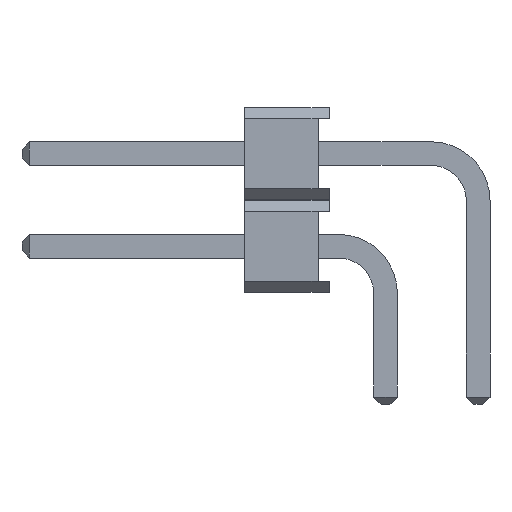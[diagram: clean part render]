
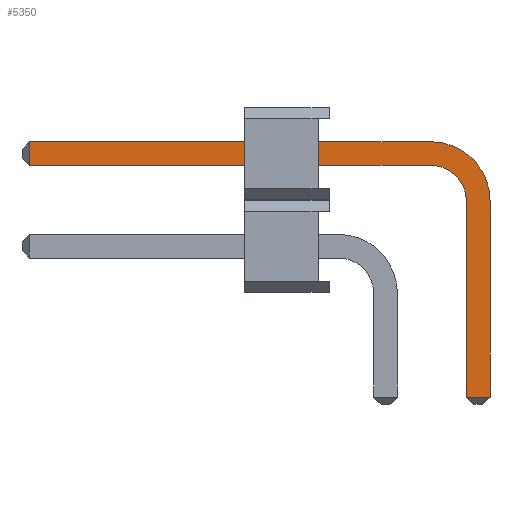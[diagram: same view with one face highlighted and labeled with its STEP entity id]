
A CAD part, left-side view. The second image highlights one B-rep face of the part: STEP entity #5350.
In plain terms, the highlighted planar face has unit normal (-1, 0, 0).
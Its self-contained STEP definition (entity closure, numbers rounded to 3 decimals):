
#113=CIRCLE('',#5731,0.95);
#114=CIRCLE('',#5732,1.59);
#238=FACE_OUTER_BOUND('',#566,.T.);
#566=EDGE_LOOP('',(#3889,#3890,#3891,#3892,#3893,#3894,#3895,#3896));
#1007=LINE('',#7883,#1719);
#1015=LINE('',#7900,#1727);
#1018=LINE('',#7905,#1730);
#1019=LINE('',#7910,#1731);
#1020=LINE('',#7912,#1732);
#1021=LINE('',#7914,#1733);
#1719=VECTOR('',#6404,1000.);
#1727=VECTOR('',#6420,1000.);
#1730=VECTOR('',#6425,10.);
#1731=VECTOR('',#6430,1000.);
#1732=VECTOR('',#6431,10.);
#1733=VECTOR('',#6432,1000.);
#2357=VERTEX_POINT('',#7870);
#2362=VERTEX_POINT('',#7881);
#2366=VERTEX_POINT('',#7895);
#2367=VERTEX_POINT('',#7899);
#2369=VERTEX_POINT('',#7907);
#2370=VERTEX_POINT('',#7909);
#2371=VERTEX_POINT('',#7911);
#2372=VERTEX_POINT('',#7913);
#2907=EDGE_CURVE('',#2357,#2362,#1007,.T.);
#2915=EDGE_CURVE('',#2366,#2367,#1015,.T.);
#2918=EDGE_CURVE('',#2357,#2366,#1018,.T.);
#2919=EDGE_CURVE('',#2362,#2369,#113,.T.);
#2920=EDGE_CURVE('',#2369,#2370,#1019,.T.);
#2921=EDGE_CURVE('',#2371,#2370,#1020,.T.);
#2922=EDGE_CURVE('',#2372,#2371,#1021,.T.);
#2923=EDGE_CURVE('',#2367,#2372,#114,.T.);
#3889=ORIENTED_EDGE('',*,*,#2918,.F.);
#3890=ORIENTED_EDGE('',*,*,#2907,.T.);
#3891=ORIENTED_EDGE('',*,*,#2919,.T.);
#3892=ORIENTED_EDGE('',*,*,#2920,.T.);
#3893=ORIENTED_EDGE('',*,*,#2921,.F.);
#3894=ORIENTED_EDGE('',*,*,#2922,.F.);
#3895=ORIENTED_EDGE('',*,*,#2923,.F.);
#3896=ORIENTED_EDGE('',*,*,#2915,.F.);
#5040=PLANE('',#5730);
#5350=ADVANCED_FACE('',(#238),#5040,.F.);
#5730=AXIS2_PLACEMENT_3D('',#7906,#6426,#6427);
#5731=AXIS2_PLACEMENT_3D('',#7908,#6428,#6429);
#5732=AXIS2_PLACEMENT_3D('',#7915,#6433,#6434);
#6404=DIRECTION('',(0.,-1.,0.));
#6420=DIRECTION('',(0.,-1.,0.));
#6425=DIRECTION('',(0.,0.,1.));
#6426=DIRECTION('center_axis',(1.,0.,0.));
#6427=DIRECTION('ref_axis',(0.,0.,-1.));
#6428=DIRECTION('center_axis',(1.,0.,0.));
#6429=DIRECTION('ref_axis',(0.,0.,1.));
#6430=DIRECTION('',(0.,0.,-1.));
#6431=DIRECTION('',(0.,1.,0.));
#6432=DIRECTION('',(0.,0.,-1.));
#6433=DIRECTION('center_axis',(1.,0.,0.));
#6434=DIRECTION('ref_axis',(0.,0.,1.));
#7870=CARTESIAN_POINT('',(-0.32,9.61,3.45));
#7881=CARTESIAN_POINT('',(-0.32,-1.23,3.45));
#7883=CARTESIAN_POINT('',(-0.32,-1.23,3.45));
#7895=CARTESIAN_POINT('',(-0.32,9.61,4.09));
#7899=CARTESIAN_POINT('',(-0.32,-1.23,4.09));
#7900=CARTESIAN_POINT('',(-0.32,-1.23,4.09));
#7905=CARTESIAN_POINT('',(-0.32,9.61,3.77));
#7906=CARTESIAN_POINT('Origin',(-0.32,-1.23,4.09));
#7907=CARTESIAN_POINT('',(-0.32,-2.18,2.5));
#7908=CARTESIAN_POINT('Origin',(-0.32,-1.23,2.5));
#7909=CARTESIAN_POINT('',(-0.32,-2.18,-2.8));
#7910=CARTESIAN_POINT('',(-0.32,-2.18,-0.5));
#7911=CARTESIAN_POINT('',(-0.32,-2.82,-2.8));
#7912=CARTESIAN_POINT('',(-0.32,-1.996,-2.8));
#7913=CARTESIAN_POINT('',(-0.32,-2.82,2.5));
#7914=CARTESIAN_POINT('',(-0.32,-2.82,-0.5));
#7915=CARTESIAN_POINT('Origin',(-0.32,-1.23,2.5));
